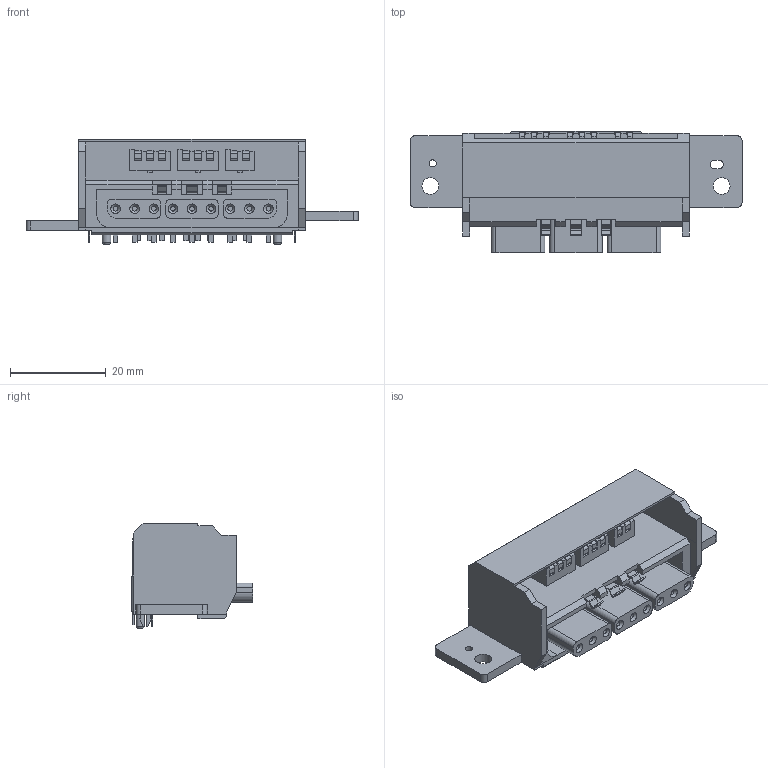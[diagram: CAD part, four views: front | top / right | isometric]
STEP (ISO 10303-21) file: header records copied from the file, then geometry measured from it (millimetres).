
FILE_DESCRIPTION(('FreeCAD Model'),'2;1');
FILE_NAME( 'psone-controller-port.step' ,'2020-12-27T16:42:11',('Author'),(''), 'Open CASCADE STEP processor 7.3','FreeCAD','Unknown');
FILE_SCHEMA(('AUTOMOTIVE_DESIGN { 1 0 10303 214 1 1 1 1 }'));
Length unit declared in the file: millimetre
Products named in the file (23): Body; pin_sh_001; pin_cp_001; pin_cp_003; pin_sh_005; pin_cp_005; pin_mc_001; pin_cp_006; pin_mc_003; pin_mc_002; pin_sh_003; pin_sh_002; pin_mc_006; pin_cp_007; pin_cp_009; pin_mc_004; pin_sh_004; pin_cp_008; pin_mc_008; pin_mc_007; pin_cp_002; pin_cp_004; pin_mc_005
Bounding box: 69.5 x 25.5 x 22 mm (x, y, z)
Volume: 12042.2 mm3; surface area: 12294.4 mm2
Topology: 23 solids, 23 shells, 913 faces, 2161 edges, 1341 vertices
Faces by surface type: plane 781, cylinder 121, cone 9, revolution 2
Full cylindrical faces by diameter (mm): 1 x18, 1.5 x19, 1.8 x2, 3.5 x2
Entity records: 54270 total; most frequent: CARTESIAN_POINT 8960, DIRECTION 8539, LINE 5940, VECTOR 5940, ORIENTED_EDGE 4322, PCURVE 4322, DEFINITIONAL_REPRESENTATION 4322, EDGE_CURVE 2161
